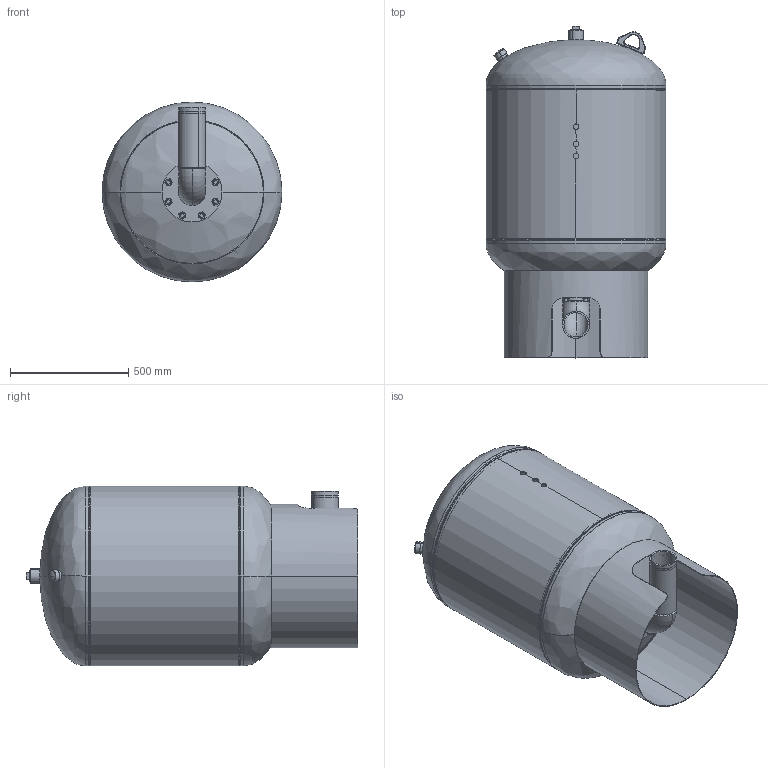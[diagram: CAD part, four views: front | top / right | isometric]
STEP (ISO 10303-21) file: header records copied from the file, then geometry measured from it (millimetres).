
FILE_DESCRIPTION (( 'STEP AP203' ), '1' );
FILE_NAME ('SSA-400.STEP', '2021-03-16T15:17:13', ( '' ), ( '' ), 'SwSTEP 2.0', 'SolidWorks 2021', '' );
FILE_SCHEMA (( 'CONFIG_CONTROL_DESIGN' ));
Length unit declared in the file: inch
Products named in the file (28): 9800497.4_7727K447; 9400542; 9200190; 99P3602_44615K132; PLUGS_9500170; 21H0243; 21H0243_.8125in hole; 9800534; Couplings_9500564; 99M3500_HHJNUT 0.7500-10-D-N; 99Q3604; 21H0244; 9800185_SSA-400; 9400056; 99B3792; 9421060; SSA-400; 9800460_03-34; 9800453; 9800620_HHNUT 0.6250-11-D-N; Couplings_9800484; 99P3601_10IN; 9500000; 99H3606_PreviewCfg; 9400045; 9800512; 9801512
Assembly tree (42 placements, depth 3):
  SSA-400
    99B3792
    9200190
    9200190
    9500000
    Couplings_9500564
    Couplings_9800484
    9800460_03-34
    PLUGS_9500170
    9800512
    99P3602_44615K132
    9800497.4_7727K447
    9421060
    99P3601_10IN
    9801512
    9400056
    9400045
    9800534  x8
    9800620_HHNUT 0.6250-11-D-N  x8
    9400542
    99Q3604
    9800185_SSA-400
    9800453
      21H0243
      21H0244
      21H0243_.8125in hole
      99H3606_PreviewCfg
      99M3500_HHJNUT 0.7500-10-D-N  x2
Bounding box: 762 x 1404.94 x 762 mm (x, y, z)
Volume: 20922468.6 mm3; surface area: 10319530.8 mm2
Topology: 43 solids, 43 shells, 1463 faces, 3759 edges, 2301 vertices
Faces by surface type: plane 644, cone 428, cylinder 285, torus 66, bspline 36, sphere 4
Entity records: 52582 total; most frequent: CARTESIAN_POINT 18193, DIRECTION 6710, ORIENTED_EDGE 6434, EDGE_CURVE 3217, AXIS2_PLACEMENT_3D 2487, VERTEX_POINT 2001, LINE 1736, VECTOR 1736
